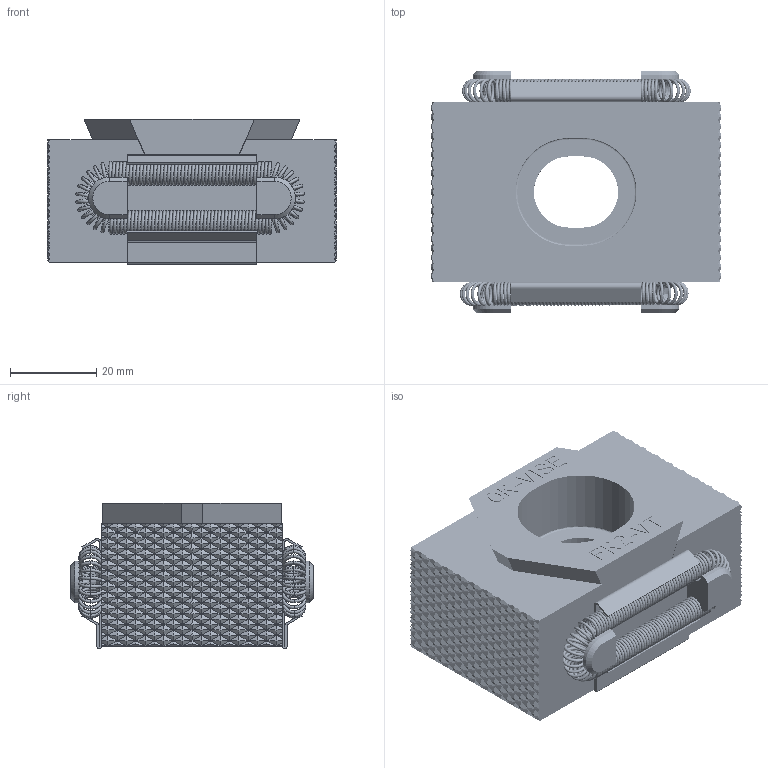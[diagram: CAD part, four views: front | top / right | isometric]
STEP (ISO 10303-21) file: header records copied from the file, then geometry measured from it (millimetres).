
FILE_DESCRIPTION((''),'2;1');
FILE_NAME('FK2-VT+5.stp','2011-11-23T06:54:04',('tuuja'),(''),'Autodesk Inventor 2010','Autodesk Inventor 2010','');
FILE_SCHEMA(('AUTOMOTIVE_DESIGN { 1 0 10303 214 1 1 1 1 }'));
Length unit declared in the file: millimetre
Products named in the file (7): FK2-VT+5; PLFK2-VT+5; SIF; F-Spring; F-spring pääty+suorat; F-spring_pääty; KIFK2-VT
Assembly tree (9 placements, depth 3):
  FK2-VT+5
    PLFK2-VT+5  x2
    SIF  x2
    F-Spring  x2
      F-spring pääty+suorat
      F-spring_pääty
    KIFK2-VT
Bounding box: 67 x 56.2 x 33.6 mm (x, y, z)
Volume: 72298.7 mm3; surface area: 32793.4 mm2
Topology: 9 solids, 9 shells, 3568 faces, 7801 edges, 4254 vertices
Faces by surface type: plane 2892, torus 472, bspline 170, cylinder 32, cone 2
Entity records: 47616 total; most frequent: CARTESIAN_POINT 9591, DIRECTION 7547, ORIENTED_EDGE 7440, EDGE_CURVE 3720, VECTOR 2903, LINE 2903, AXIS2_PLACEMENT_3D 2322, EDGE_LOOP 2146
